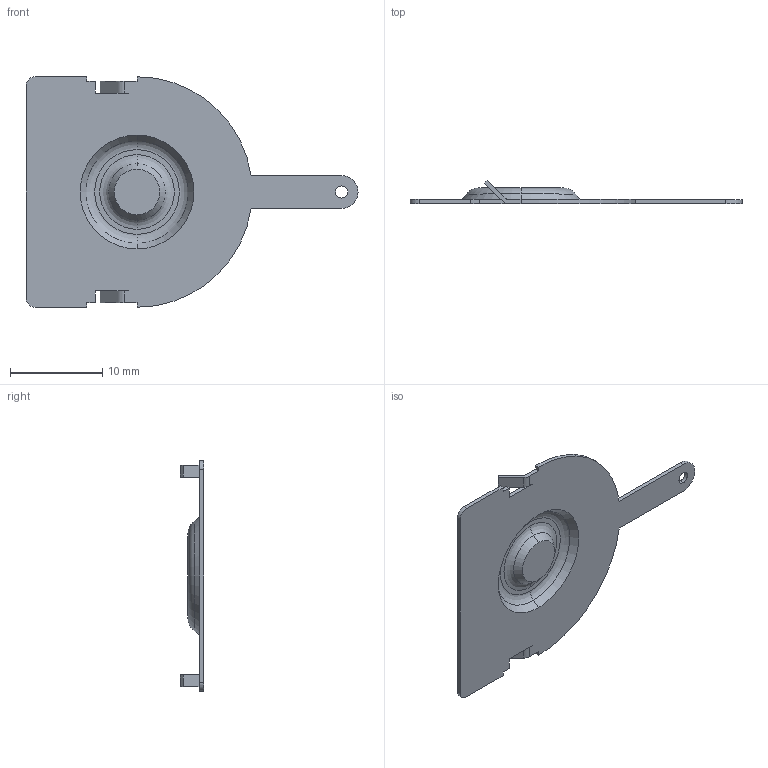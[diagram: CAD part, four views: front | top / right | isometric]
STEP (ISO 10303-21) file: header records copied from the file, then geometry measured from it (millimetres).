
FILE_DESCRIPTION (( 'STEP AP214' ), '1' );
FILE_NAME ('BK-875.STEP', '2020-02-12T07:08:54', ( '' ), ( '' ), 'SwSTEP 2.0', 'SolidWorks 2017', '' );
FILE_SCHEMA (( 'AUTOMOTIVE_DESIGN' ));
Length unit declared in the file: millimetre
Products named in the file (1): BK-875
Bounding box: 36.07 x 2.54 x 25.04 mm (x, y, z)
Volume: 274.1 mm3; surface area: 1279.3 mm2
Topology: 1 solids, 1 shells, 60 faces, 154 edges, 100 vertices
Faces by surface type: plane 33, cylinder 11, torus 8, cone 8
Entity records: 1866 total; most frequent: DIRECTION 330, CARTESIAN_POINT 315, ORIENTED_EDGE 308, EDGE_CURVE 154, AXIS2_PLACEMENT_3D 115, VECTOR 100, LINE 100, VERTEX_POINT 100
